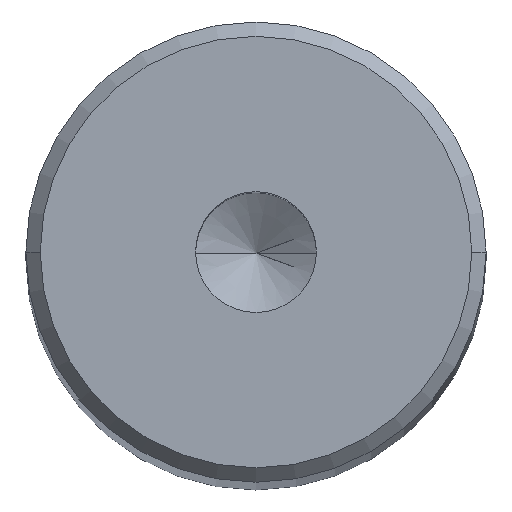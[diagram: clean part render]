
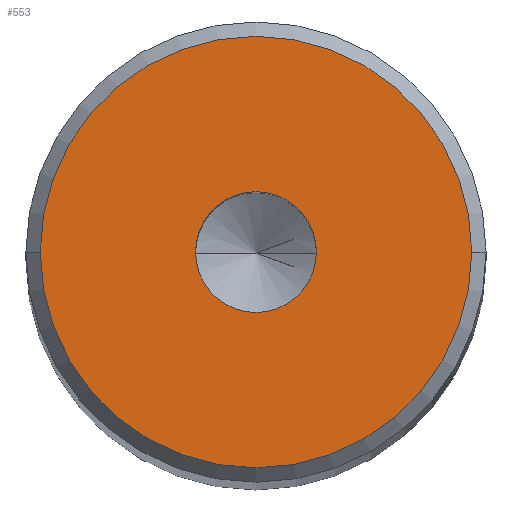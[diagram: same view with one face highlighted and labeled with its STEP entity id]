
A CAD part, top view. The second image highlights one B-rep face of the part: STEP entity #553.
In plain terms, the highlighted planar face has unit normal (0, 0, 1).
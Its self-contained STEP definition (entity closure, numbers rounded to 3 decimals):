
#22 = DIRECTION ( 'NONE',  ( 0., 0., 1. ) ) ;
#29 = ORIENTED_EDGE ( 'NONE', *, *, #132, .F. ) ;
#32 = CIRCLE ( 'NONE', #154, 7.5 ) ;
#35 = VERTEX_POINT ( 'NONE', #217 ) ;
#53 = EDGE_CURVE ( 'NONE', #35, #397, #253, .T. ) ;
#66 = DIRECTION ( 'NONE',  ( 1., 0., 0. ) ) ;
#75 = AXIS2_PLACEMENT_3D ( 'NONE', #508, #22, #190 ) ;
#80 = VERTEX_POINT ( 'NONE', #361 ) ;
#116 = CARTESIAN_POINT ( 'NONE',  ( 0., 0., 0. ) ) ;
#121 = ORIENTED_EDGE ( 'NONE', *, *, #53, .T. ) ;
#126 = CARTESIAN_POINT ( 'NONE',  ( -2.1, 0., 0. ) ) ;
#128 = CIRCLE ( 'NONE', #75, 2.1 ) ;
#132 = EDGE_CURVE ( 'NONE', #299, #80, #501, .T. ) ;
#151 = DIRECTION ( 'NONE',  ( 0., 0., 1. ) ) ;
#154 = AXIS2_PLACEMENT_3D ( 'NONE', #565, #364, #66 ) ;
#163 = CARTESIAN_POINT ( 'NONE',  ( 0., 0., 0. ) ) ;
#178 = DIRECTION ( 'NONE',  ( 0., 0., 1. ) ) ;
#190 = DIRECTION ( 'NONE',  ( 1., 0., 0. ) ) ;
#215 = CARTESIAN_POINT ( 'NONE',  ( 0., 0., 0. ) ) ;
#217 = CARTESIAN_POINT ( 'NONE',  ( 7.5, 0., 0. ) ) ;
#244 = AXIS2_PLACEMENT_3D ( 'NONE', #116, #151, #330 ) ;
#250 = EDGE_CURVE ( 'NONE', #397, #35, #32, .T. ) ;
#253 = CIRCLE ( 'NONE', #522, 7.5 ) ;
#268 = DIRECTION ( 'NONE',  ( 0., 0., 1. ) ) ;
#277 = EDGE_CURVE ( 'NONE', #80, #299, #128, .T. ) ;
#299 = VERTEX_POINT ( 'NONE', #126 ) ;
#300 = PLANE ( 'NONE',  #579 ) ;
#303 = FACE_BOUND ( 'NONE', #507, .T. ) ;
#330 = DIRECTION ( 'NONE',  ( 1., 0., 0. ) ) ;
#358 = ORIENTED_EDGE ( 'NONE', *, *, #277, .F. ) ;
#360 = FACE_OUTER_BOUND ( 'NONE', #387, .T. ) ;
#361 = CARTESIAN_POINT ( 'NONE',  ( 2.1, 0., 0. ) ) ;
#364 = DIRECTION ( 'NONE',  ( 0., 0., 1. ) ) ;
#387 = EDGE_LOOP ( 'NONE', ( #555, #121 ) ) ;
#397 = VERTEX_POINT ( 'NONE', #424 ) ;
#406 = DIRECTION ( 'NONE',  ( 1., 0., 0. ) ) ;
#424 = CARTESIAN_POINT ( 'NONE',  ( -7.5, 0., 0. ) ) ;
#486 = DIRECTION ( 'NONE',  ( 1., 0., 0. ) ) ;
#501 = CIRCLE ( 'NONE', #244, 2.1 ) ;
#507 = EDGE_LOOP ( 'NONE', ( #358, #29 ) ) ;
#508 = CARTESIAN_POINT ( 'NONE',  ( 0., 0., 0. ) ) ;
#522 = AXIS2_PLACEMENT_3D ( 'NONE', #163, #178, #406 ) ;
#553 = ADVANCED_FACE ( 'NONE', ( #303, #360 ), #300, .T. ) ;
#555 = ORIENTED_EDGE ( 'NONE', *, *, #250, .T. ) ;
#565 = CARTESIAN_POINT ( 'NONE',  ( 0., 0., 0. ) ) ;
#579 = AXIS2_PLACEMENT_3D ( 'NONE', #215, #268, #486 ) ;
